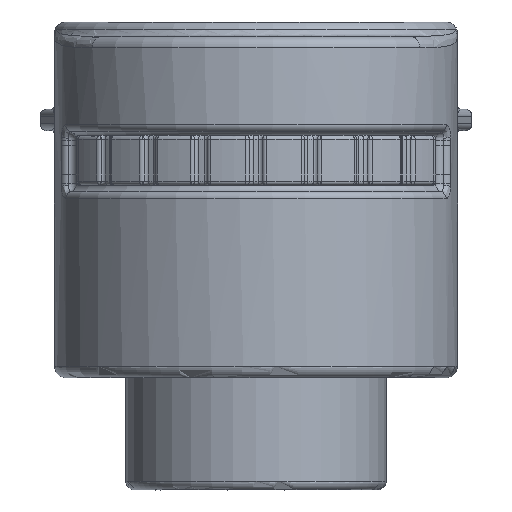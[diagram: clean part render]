
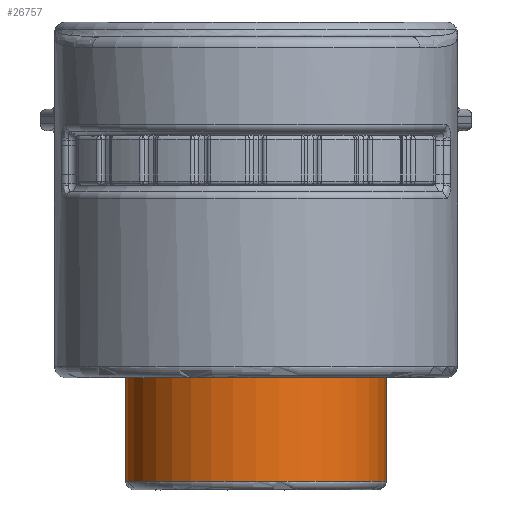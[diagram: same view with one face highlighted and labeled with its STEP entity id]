
A CAD part, front view. The second image highlights one B-rep face of the part: STEP entity #26757.
In plain terms, the highlighted cylindrical face has radius 9.05 mm (diameter 18.1 mm), a partial arc.
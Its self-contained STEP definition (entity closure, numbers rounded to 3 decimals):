
#25866=AXIS2_PLACEMENT_3D('Circle Axis2P3D',#25864,#25865,$) ;
#26730=AXIS2_PLACEMENT_3D('Cylinder Axis2P3D',#26727,#26728,#26729) ;
#26741=AXIS2_PLACEMENT_3D('Circle Axis2P3D',#26739,#26740,$) ;
#25854=CARTESIAN_POINT('Vertex',(5.95,17.902,0.6)) ;
#25861=CARTESIAN_POINT('Vertex',(24.05,17.902,0.6)) ;
#25864=CARTESIAN_POINT('Axis2P3D Location',(15.,17.902,0.6)) ;
#26727=CARTESIAN_POINT('Axis2P3D Location',(15.,17.902,0.)) ;
#26732=CARTESIAN_POINT('Line Origine',(24.05,17.902,0.)) ;
#26736=CARTESIAN_POINT('Vertex',(24.05,17.902,14.5)) ;
#26739=CARTESIAN_POINT('Axis2P3D Location',(15.,17.902,14.5)) ;
#26743=CARTESIAN_POINT('Vertex',(5.95,17.902,14.5)) ;
#26746=CARTESIAN_POINT('Line Origine',(5.95,17.902,0.)) ;
#25865=DIRECTION('Axis2P3D Direction',(0.,0.,1.)) ;
#26728=DIRECTION('Axis2P3D Direction',(0.,0.,-1.)) ;
#26729=DIRECTION('Axis2P3D XDirection',(1.,0.,0.)) ;
#26733=DIRECTION('Vector Direction',(0.,0.,-1.)) ;
#26740=DIRECTION('Axis2P3D Direction',(0.,0.,-1.)) ;
#26747=DIRECTION('Vector Direction',(0.,0.,-1.)) ;
#26734=VECTOR('Line Direction',#26733,1.) ;
#26748=VECTOR('Line Direction',#26747,1.) ;
#26752=ORIENTED_EDGE('',*,*,#26738,.F.) ;
#26753=ORIENTED_EDGE('',*,*,#26745,.T.) ;
#26754=ORIENTED_EDGE('',*,*,#26750,.T.) ;
#26755=ORIENTED_EDGE('',*,*,#25868,.T.) ;
#26757=ADVANCED_FACE('Hauptkoerper',(#26756),#26731,.T.) ;
#25867=CIRCLE('generated circle',#25866,9.05) ;
#26742=CIRCLE('generated circle',#26741,9.05) ;
#26731=CYLINDRICAL_SURFACE('generated cylinder',#26730,9.05) ;
#25868=EDGE_CURVE('',#25855,#25862,#25867,.T.) ;
#26738=EDGE_CURVE('',#26737,#25862,#26735,.T.) ;
#26745=EDGE_CURVE('',#26737,#26744,#26742,.T.) ;
#26750=EDGE_CURVE('',#26744,#25855,#26749,.T.) ;
#26751=EDGE_LOOP('',(#26752,#26753,#26754,#26755)) ;
#26756=FACE_OUTER_BOUND('',#26751,.T.) ;
#26735=LINE('Line',#26732,#26734) ;
#26749=LINE('Line',#26746,#26748) ;
#25855=VERTEX_POINT('',#25854) ;
#25862=VERTEX_POINT('',#25861) ;
#26737=VERTEX_POINT('',#26736) ;
#26744=VERTEX_POINT('',#26743) ;
